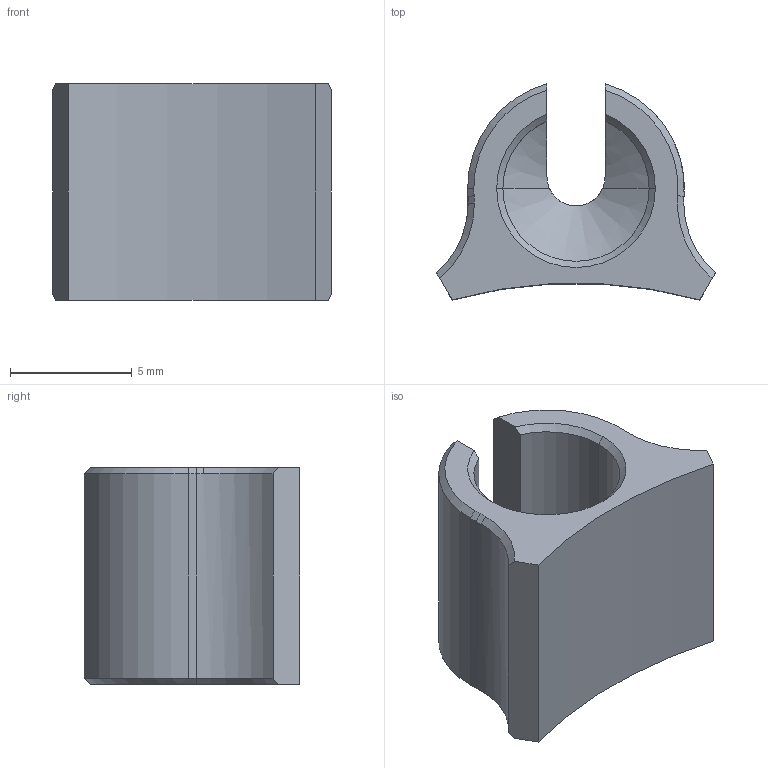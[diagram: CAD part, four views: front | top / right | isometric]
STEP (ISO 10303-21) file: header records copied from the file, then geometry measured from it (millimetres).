
FILE_DESCRIPTION (( 'STEP AP214' ), '1' );
FILE_NAME ('CS0106.STEP', '2025-04-10T16:57:50', ( '' ), ( '' ), 'SwSTEP 2.0', 'SolidWorks 2023', '' );
FILE_SCHEMA (( 'AUTOMOTIVE_DESIGN' ));
Length unit declared in the file: inch
Products named in the file (1): CS0106
Bounding box: 11.43 x 8.86 x 8.89 mm (x, y, z)
Volume: 399.2 mm3; surface area: 541.5 mm2
Topology: 1 solids, 1 shells, 35 faces, 89 edges, 56 vertices
Faces by surface type: cone 18, cylinder 11, plane 6
Entity records: 1121 total; most frequent: CARTESIAN_POINT 244, DIRECTION 184, ORIENTED_EDGE 178, EDGE_CURVE 89, AXIS2_PLACEMENT_3D 74, VERTEX_POINT 56, CIRCLE 38, LINE 36
